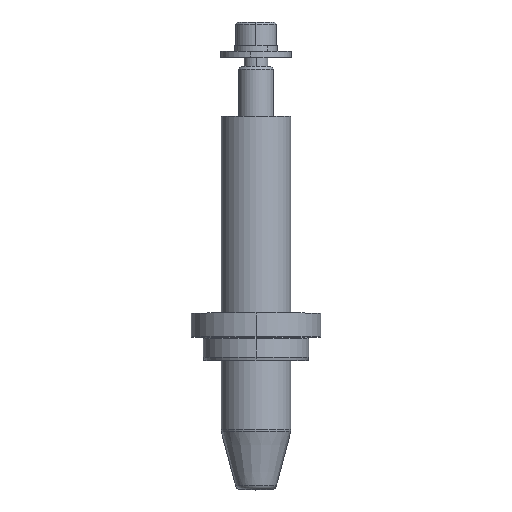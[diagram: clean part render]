
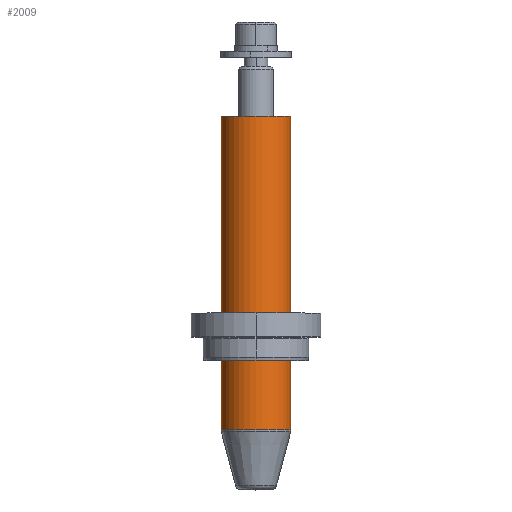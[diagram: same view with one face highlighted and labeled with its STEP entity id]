
A CAD part, top view. The second image highlights one B-rep face of the part: STEP entity #2009.
In plain terms, the highlighted cylindrical face has radius 5.95 mm (diameter 11.9 mm), a partial arc.
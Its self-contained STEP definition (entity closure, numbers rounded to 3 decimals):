
#20 = ORIENTED_EDGE ( 'NONE', *, *, #190, .F. ) ;
#88 = ORIENTED_EDGE ( 'NONE', *, *, #1920, .T. ) ;
#190 = EDGE_CURVE ( 'NONE', #1038, #960, #1643, .T. ) ;
#257 = VECTOR ( 'NONE', #1675, 1000. ) ;
#277 = AXIS2_PLACEMENT_3D ( 'NONE', #2540, #1839, #749 ) ;
#281 = DIRECTION ( 'NONE',  ( 0., 1., 0. ) ) ;
#410 = CARTESIAN_POINT ( 'NONE',  ( 0., 0., 0. ) ) ;
#434 = VECTOR ( 'NONE', #2254, 1000. ) ;
#508 = CIRCLE ( 'NONE', #1723, 5.95 ) ;
#538 = CYLINDRICAL_SURFACE ( 'NONE', #2777, 5.95 ) ;
#545 = CARTESIAN_POINT ( 'NONE',  ( -5.95, 0., 0. ) ) ;
#614 = DIRECTION ( 'NONE',  ( 0., 1., 0. ) ) ;
#667 = CARTESIAN_POINT ( 'NONE',  ( 5.95, 0., 0. ) ) ;
#749 = DIRECTION ( 'NONE',  ( -1., 0., 0. ) ) ;
#750 = CARTESIAN_POINT ( 'NONE',  ( 0., -61.868, 0. ) ) ;
#960 = VERTEX_POINT ( 'NONE', #2398 ) ;
#1038 = VERTEX_POINT ( 'NONE', #2402 ) ;
#1089 = EDGE_LOOP ( 'NONE', ( #1870, #2030, #88, #20 ) ) ;
#1379 = LINE ( 'NONE', #545, #257 ) ;
#1415 = LINE ( 'NONE', #667, #434 ) ;
#1458 = VERTEX_POINT ( 'NONE', #2898 ) ;
#1643 = CIRCLE ( 'NONE', #277, 5.95 ) ;
#1659 = VERTEX_POINT ( 'NONE', #2028 ) ;
#1675 = DIRECTION ( 'NONE',  ( 0., 1., 0. ) ) ;
#1711 = FACE_OUTER_BOUND ( 'NONE', #1089, .T. ) ;
#1723 = AXIS2_PLACEMENT_3D ( 'NONE', #750, #281, #1852 ) ;
#1774 = EDGE_CURVE ( 'NONE', #1659, #1458, #508, .T. ) ;
#1839 = DIRECTION ( 'NONE',  ( 0., 1., 0. ) ) ;
#1852 = DIRECTION ( 'NONE',  ( 1., 0., 0. ) ) ;
#1870 = ORIENTED_EDGE ( 'NONE', *, *, #2167, .F. ) ;
#1920 = EDGE_CURVE ( 'NONE', #1458, #960, #1379, .T. ) ;
#2009 = ADVANCED_FACE ( 'NONE', ( #1711 ), #538, .T. ) ;
#2028 = CARTESIAN_POINT ( 'NONE',  ( 5.95, -61.868, 0. ) ) ;
#2030 = ORIENTED_EDGE ( 'NONE', *, *, #1774, .T. ) ;
#2167 = EDGE_CURVE ( 'NONE', #1659, #1038, #1415, .T. ) ;
#2254 = DIRECTION ( 'NONE',  ( 0., 1., 0. ) ) ;
#2398 = CARTESIAN_POINT ( 'NONE',  ( -5.95, -8.5, 0. ) ) ;
#2402 = CARTESIAN_POINT ( 'NONE',  ( 5.95, -8.5, 0. ) ) ;
#2540 = CARTESIAN_POINT ( 'NONE',  ( 0., -8.5, 0. ) ) ;
#2638 = DIRECTION ( 'NONE',  ( -1., 0., 0. ) ) ;
#2777 = AXIS2_PLACEMENT_3D ( 'NONE', #410, #614, #2638 ) ;
#2898 = CARTESIAN_POINT ( 'NONE',  ( -5.95, -61.868, 0. ) ) ;
